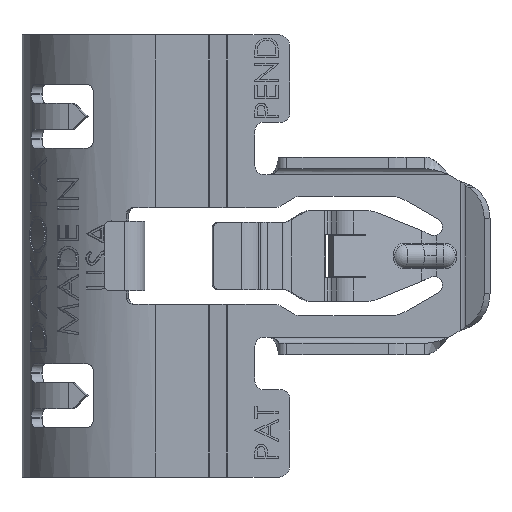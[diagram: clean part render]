
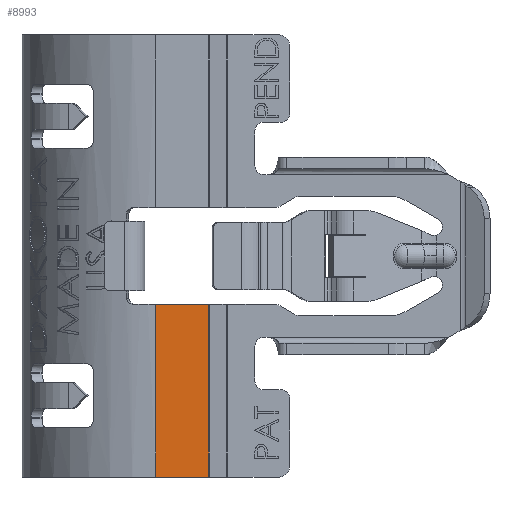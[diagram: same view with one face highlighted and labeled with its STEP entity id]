
A CAD part, left-side view. The second image highlights one B-rep face of the part: STEP entity #8993.
In plain terms, the highlighted planar face has unit normal (-1, 0, 0).
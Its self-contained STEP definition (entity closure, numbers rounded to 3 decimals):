
#261 = DIRECTION ( 'NONE',  ( 0., 0., -1. ) ) ;
#538 = CARTESIAN_POINT ( 'NONE',  ( -11.503, -15.063, -7. ) ) ;
#1464 = VECTOR ( 'NONE', #31180, 1000. ) ;
#3529 = LINE ( 'NONE', #21966, #1464 ) ;
#3989 = VECTOR ( 'NONE', #23830, 1000. ) ;
#6723 = DIRECTION ( 'NONE',  ( 0., 0., 1. ) ) ;
#8993 = ADVANCED_FACE ( 'NONE', ( #12253 ), #15059, .F. ) ;
#9387 = ORIENTED_EDGE ( 'NONE', *, *, #34511, .T. ) ;
#10298 = EDGE_CURVE ( 'Edge12', #39020, #38165, #10707, .T. ) ;
#10707 = LINE ( 'NONE', #31789, #21353 ) ;
#10982 = VECTOR ( 'NONE', #6723, 1000. ) ;
#11979 = CARTESIAN_POINT ( 'NONE',  ( -11.503, -20.905, -4.15 ) ) ;
#12253 = FACE_OUTER_BOUND ( 'NONE', #22646, .T. ) ;
#13267 = ORIENTED_EDGE ( 'NONE', *, *, #10298, .F. ) ;
#15059 = PLANE ( 'NONE',  #31852 ) ;
#18541 = ORIENTED_EDGE ( 'NONE', *, *, #34588, .T. ) ;
#21353 = VECTOR ( 'NONE', #22952, 1000. ) ;
#21966 = CARTESIAN_POINT ( 'NONE',  ( -11.503, -20.972, -19. ) ) ;
#22352 = LINE ( 'NONE', #538, #10982 ) ;
#22485 = CARTESIAN_POINT ( 'NONE',  ( -11.503, -10.49, -4.15 ) ) ;
#22646 = EDGE_LOOP ( 'NONE', ( #13267, #9387, #18541, #29471 ) ) ;
#22952 = DIRECTION ( 'NONE',  ( 0., 0., 1. ) ) ;
#23830 = DIRECTION ( 'NONE',  ( 0., 1., 0. ) ) ;
#27093 = DIRECTION ( 'NONE',  ( 1., 0., 0. ) ) ;
#29471 = ORIENTED_EDGE ( 'NONE', *, *, #33890, .T. ) ;
#30108 = CARTESIAN_POINT ( 'NONE',  ( -11.503, -15.063, -19. ) ) ;
#31180 = DIRECTION ( 'NONE',  ( 0., -1., 0. ) ) ;
#31789 = CARTESIAN_POINT ( 'NONE',  ( -11.503, -10.49, -7. ) ) ;
#31852 = AXIS2_PLACEMENT_3D ( 'NONE', #33722, #27093, #261 ) ;
#33722 = CARTESIAN_POINT ( 'NONE',  ( -11.503, 51.893, -7. ) ) ;
#33890 = EDGE_CURVE ( 'NONE', #36452, #38165, #39482, .T. ) ;
#34511 = EDGE_CURVE ( 'NONE', #39020, #36931, #3529, .T. ) ;
#34588 = EDGE_CURVE ( 'NONE', #36931, #36452, #22352, .T. ) ;
#36452 = VERTEX_POINT ( 'NONE', #38809 ) ;
#36931 = VERTEX_POINT ( 'NONE', #30108 ) ;
#37405 = CARTESIAN_POINT ( 'NONE',  ( -11.503, -10.49, -19. ) ) ;
#38165 = VERTEX_POINT ( 'NONE', #22485 ) ;
#38809 = CARTESIAN_POINT ( 'NONE',  ( -11.503, -15.063, -4.15 ) ) ;
#39020 = VERTEX_POINT ( 'NONE', #37405 ) ;
#39482 = LINE ( 'NONE', #11979, #3989 ) ;
